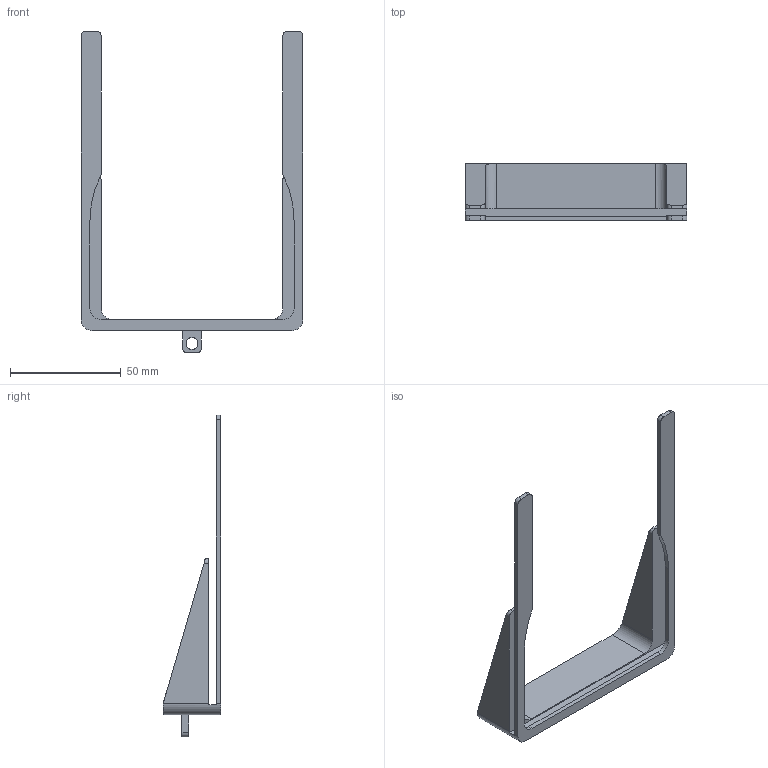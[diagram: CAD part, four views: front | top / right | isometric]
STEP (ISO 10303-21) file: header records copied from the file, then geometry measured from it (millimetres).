
FILE_DESCRIPTION(/* description */ (''),/* implementation_level */ '2;1');
FILE_NAME(/* name */ 'Khay gạt cốc.stp',/* time_stamp */ '2022-11-29T10:27:13+07:00',/* author */ ('ADMIN'),/* organization */ (''),/* preprocessor_version */ 'ST-DEVELOPER v18',/* originating_system */ 'Autodesk Inventor 2020',/* authorisation */ '');
FILE_SCHEMA (('AUTOMOTIVE_DESIGN { 1 0 10303 214 3 1 1 }'));
Length unit declared in the file: millimetre
Products named in the file (1): Khay gạt cốc
Bounding box: 100 x 26 x 145 mm (x, y, z)
Volume: 29512 mm3; surface area: 16106.5 mm2
Topology: 1 solids, 1 shells, 48 faces, 132 edges, 87 vertices
Faces by surface type: plane 29, cylinder 19
Full cylindrical faces by diameter (mm): 5.4 x1
Entity records: 1580 total; most frequent: DIRECTION 273, CARTESIAN_POINT 268, ORIENTED_EDGE 264, EDGE_CURVE 132, AXIS2_PLACEMENT_3D 92, LINE 89, VECTOR 89, VERTEX_POINT 87
